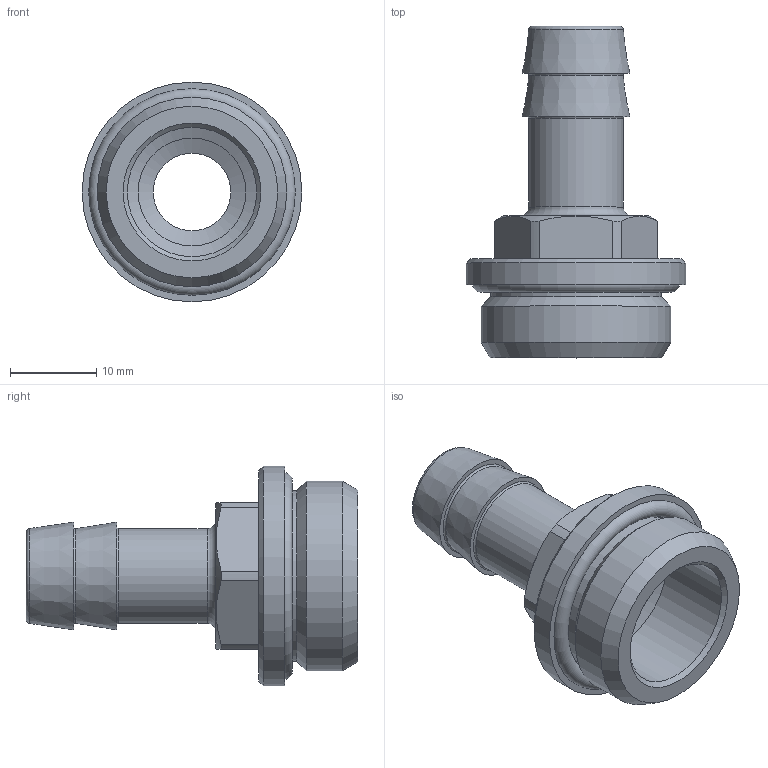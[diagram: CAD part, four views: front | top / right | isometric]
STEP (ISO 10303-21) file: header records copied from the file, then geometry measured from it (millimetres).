
FILE_DESCRIPTION(( 'RAF.30.12.5.M22X1.5.stp' ), '1');
FILE_NAME( 'RAF.30.12.5.M22X1.5.stp', '2021-02-19T15:58:13',( 'Sopra'),('sopra-pneumatic.com'), 'SwSTEP 2.0','SolidWorks 2009','' );
FILE_SCHEMA( ( 'CONFIG_CONTROL_DESIGN' ) );
Length unit declared in the file: millimetre
Products named in the file (1): Rivoluzione1
Bounding box: 25.5 x 38.5 x 25.5 mm (x, y, z)
Volume: 4283.5 mm3; surface area: 4161.4 mm2
Topology: 1 solids, 1 shells, 41 faces, 88 edges, 55 vertices
Faces by surface type: plane 14, cylinder 13, cone 9, torus 5
Full cylindrical faces by diameter (mm): 9 x1, 11 x1, 12.5 x1, 15 x1, 19.8 x1, 22 x1, 25.5 x1
Entity records: 1080 total; most frequent: CARTESIAN_POINT 210, DIRECTION 182, ORIENTED_EDGE 132, AXIS2_PLACEMENT_3D 82, EDGE_LOOP 70, EDGE_CURVE 66, VERTEX_POINT 54, FACE_OUTER_BOUND 53
